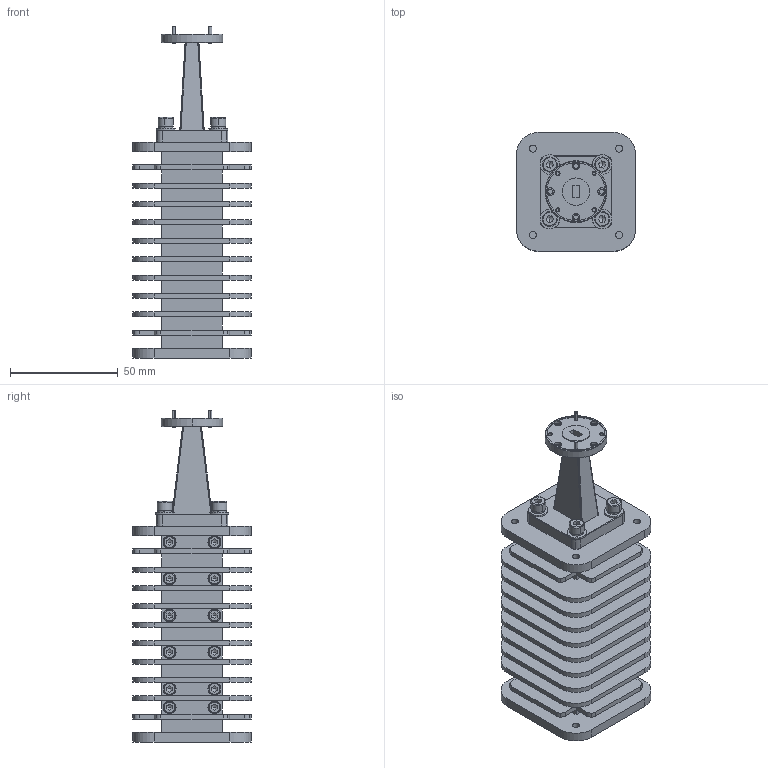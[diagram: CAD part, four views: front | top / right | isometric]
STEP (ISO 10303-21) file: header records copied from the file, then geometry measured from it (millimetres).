
FILE_DESCRIPTION (( 'STEP AP203' ), '1' );
FILE_NAME ('SWL-2250-S8.STEP', '2021-05-11T00:09:30', ( '' ), ( '' ), 'SwSTEP 2.0', 'SolidWorks 2021', '' );
FILE_SCHEMA (( 'CONFIG_CONTROL_DESIGN' ));
Length unit declared in the file: inch
Products named in the file (1): SWL-2250-S8
Bounding box: 55 x 55 x 153.73 mm (x, y, z)
Volume: 157058.5 mm3; surface area: 75951.9 mm2
Topology: 3 solids, 15 shells, 762 faces, 1980 edges, 1276 vertices
Faces by surface type: plane 342, cylinder 300, torus 64, cone 56
Entity records: 23347 total; most frequent: CARTESIAN_POINT 4363, DIRECTION 4134, ORIENTED_EDGE 3896, EDGE_CURVE 1948, AXIS2_PLACEMENT_3D 1591, VERTEX_POINT 1276, LINE 952, VECTOR 952
